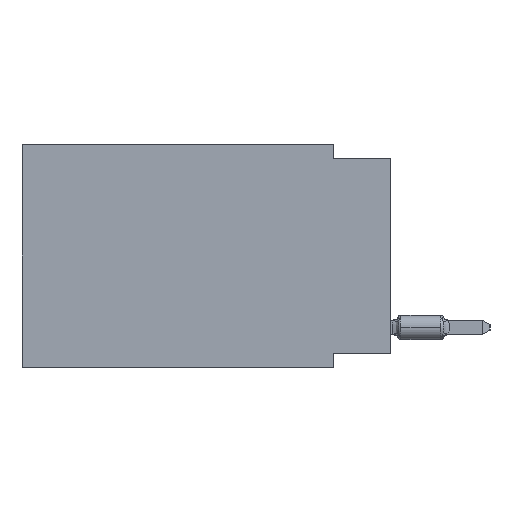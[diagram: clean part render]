
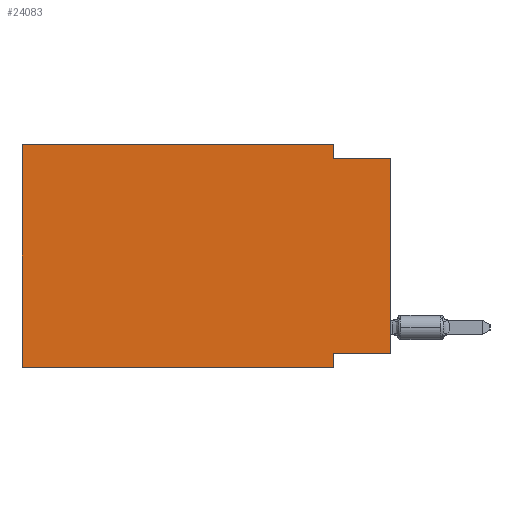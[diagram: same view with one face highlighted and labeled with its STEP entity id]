
A CAD part, left-side view. The second image highlights one B-rep face of the part: STEP entity #24083.
In plain terms, the highlighted planar face has unit normal (-1, 0, 0).
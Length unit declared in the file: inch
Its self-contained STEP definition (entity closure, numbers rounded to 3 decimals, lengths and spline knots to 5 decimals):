
#16 = VECTOR ( 'NONE', #22012, 39.37008 ) ;
#599 = VERTEX_POINT ( 'NONE', #3583 ) ;
#1383 = DIRECTION ( 'NONE',  ( 1., 0., 0. ) ) ;
#1739 = EDGE_LOOP ( 'NONE', ( #17706, #25006, #5815, #4459, #14251, #25093, #5324, #3564 ) ) ;
#1912 = CARTESIAN_POINT ( 'NONE',  ( 0., 0., -0.365 ) ) ;
#2706 = CARTESIAN_POINT ( 'NONE',  ( 0., 0.645, 0. ) ) ;
#2860 = EDGE_CURVE ( 'NONE', #11448, #11294, #8792, .T. ) ;
#2926 = DIRECTION ( 'NONE',  ( 0., 1., 0. ) ) ;
#3564 = ORIENTED_EDGE ( 'NONE', *, *, #7655, .F. ) ;
#3583 = CARTESIAN_POINT ( 'NONE',  ( 0., 0.645, -0.39 ) ) ;
#3871 = VECTOR ( 'NONE', #18038, 39.37008 ) ;
#4456 = EDGE_CURVE ( 'NONE', #5708, #11109, #14943, .T. ) ;
#4459 = ORIENTED_EDGE ( 'NONE', *, *, #25340, .F. ) ;
#5324 = ORIENTED_EDGE ( 'NONE', *, *, #26975, .F. ) ;
#5708 = VERTEX_POINT ( 'NONE', #16884 ) ;
#5815 = ORIENTED_EDGE ( 'NONE', *, *, #4456, .F. ) ;
#6083 = CARTESIAN_POINT ( 'NONE',  ( 0., 0.1, 0. ) ) ;
#6214 = DIRECTION ( 'NONE',  ( 0., 0., -1. ) ) ;
#6463 = VERTEX_POINT ( 'NONE', #7391 ) ;
#7328 = DIRECTION ( 'NONE',  ( 0., 0., -1. ) ) ;
#7391 = CARTESIAN_POINT ( 'NONE',  ( 0., 0.645, 0. ) ) ;
#7655 = EDGE_CURVE ( 'NONE', #11448, #23275, #7719, .T. ) ;
#7719 = LINE ( 'NONE', #22337, #24688 ) ;
#8303 = DIRECTION ( 'NONE',  ( 0., -1., 0. ) ) ;
#8684 = EDGE_CURVE ( 'NONE', #599, #9449, #27315, .T. ) ;
#8792 = LINE ( 'NONE', #23561, #16 ) ;
#9432 = CARTESIAN_POINT ( 'NONE',  ( 0., 0., -0.025 ) ) ;
#9449 = VERTEX_POINT ( 'NONE', #10898 ) ;
#10732 = LINE ( 'NONE', #23672, #13233 ) ;
#10898 = CARTESIAN_POINT ( 'NONE',  ( 0., 0.1, -0.39 ) ) ;
#11109 = VERTEX_POINT ( 'NONE', #18111 ) ;
#11294 = VERTEX_POINT ( 'NONE', #20787 ) ;
#11448 = VERTEX_POINT ( 'NONE', #1912 ) ;
#12940 = LINE ( 'NONE', #21538, #14126 ) ;
#13233 = VECTOR ( 'NONE', #19319, 39.37008 ) ;
#13595 = EDGE_CURVE ( 'NONE', #599, #6463, #20016, .T. ) ;
#14051 = DIRECTION ( 'NONE',  ( 0., 0., -1. ) ) ;
#14126 = VECTOR ( 'NONE', #7328, 39.37008 ) ;
#14196 = DIRECTION ( 'NONE',  ( 0., -1., 0. ) ) ;
#14251 = ORIENTED_EDGE ( 'NONE', *, *, #13595, .F. ) ;
#14675 = VECTOR ( 'NONE', #6214, 39.37008 ) ;
#14943 = LINE ( 'NONE', #6083, #14675 ) ;
#15687 = VECTOR ( 'NONE', #14196, 39.37008 ) ;
#16568 = CARTESIAN_POINT ( 'NONE',  ( 0., 0.645, 0. ) ) ;
#16799 = AXIS2_PLACEMENT_3D ( 'NONE', #16568, #1383, #14051 ) ;
#16884 = CARTESIAN_POINT ( 'NONE',  ( 0., 0.1, 0. ) ) ;
#17537 = CARTESIAN_POINT ( 'NONE',  ( 0., 0.1, -0.365 ) ) ;
#17706 = ORIENTED_EDGE ( 'NONE', *, *, #2860, .T. ) ;
#18038 = DIRECTION ( 'NONE',  ( 0., 0., 1. ) ) ;
#18111 = CARTESIAN_POINT ( 'NONE',  ( 0., 0.1, -0.025 ) ) ;
#18921 = EDGE_CURVE ( 'NONE', #11109, #11294, #26625, .T. ) ;
#19319 = DIRECTION ( 'NONE',  ( 0., -1., 0. ) ) ;
#19339 = VECTOR ( 'NONE', #8303, 39.37008 ) ;
#20016 = LINE ( 'NONE', #2706, #3871 ) ;
#20787 = CARTESIAN_POINT ( 'NONE',  ( 0., 0., -0.025 ) ) ;
#20806 = FACE_OUTER_BOUND ( 'NONE', #1739, .T. ) ;
#21538 = CARTESIAN_POINT ( 'NONE',  ( 0., 0.1, -0.39 ) ) ;
#22012 = DIRECTION ( 'NONE',  ( 0., 0., 1. ) ) ;
#22337 = CARTESIAN_POINT ( 'NONE',  ( 0., 0., -0.365 ) ) ;
#22499 = PLANE ( 'NONE',  #16799 ) ;
#23275 = VERTEX_POINT ( 'NONE', #17537 ) ;
#23561 = CARTESIAN_POINT ( 'NONE',  ( 0., 0., 0. ) ) ;
#23672 = CARTESIAN_POINT ( 'NONE',  ( 0., 0.645, 0. ) ) ;
#24083 = ADVANCED_FACE ( 'NONE', ( #20806 ), #22499, .F. ) ;
#24688 = VECTOR ( 'NONE', #2926, 39.37008 ) ;
#25006 = ORIENTED_EDGE ( 'NONE', *, *, #18921, .F. ) ;
#25093 = ORIENTED_EDGE ( 'NONE', *, *, #8684, .T. ) ;
#25340 = EDGE_CURVE ( 'NONE', #6463, #5708, #10732, .T. ) ;
#26625 = LINE ( 'NONE', #9432, #15687 ) ;
#26975 = EDGE_CURVE ( 'NONE', #23275, #9449, #12940, .T. ) ;
#27315 = LINE ( 'NONE', #27595, #19339 ) ;
#27595 = CARTESIAN_POINT ( 'NONE',  ( 0., 0.645, -0.39 ) ) ;
